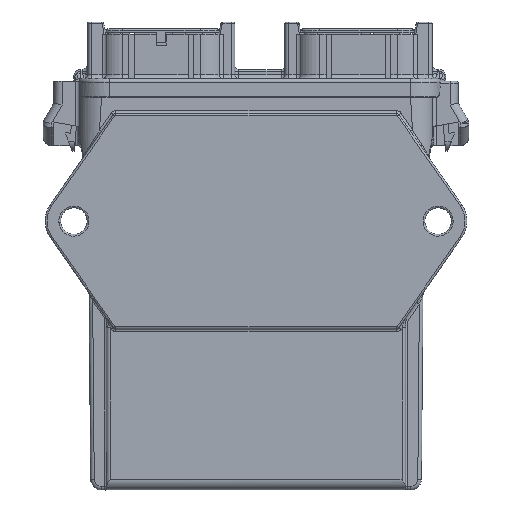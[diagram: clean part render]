
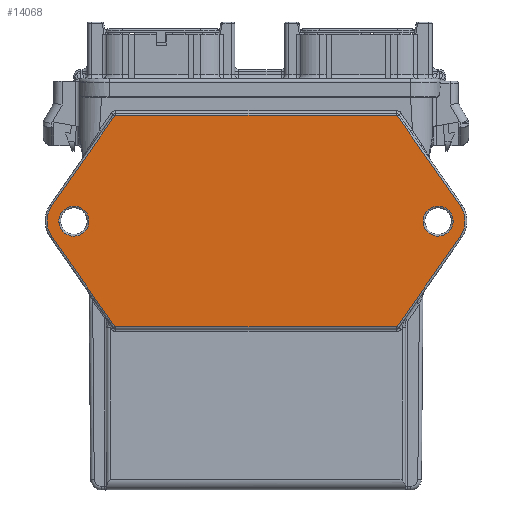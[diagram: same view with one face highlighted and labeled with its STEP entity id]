
A CAD part, front view. The second image highlights one B-rep face of the part: STEP entity #14068.
In plain terms, the highlighted planar face has unit normal (0, -1, 0).
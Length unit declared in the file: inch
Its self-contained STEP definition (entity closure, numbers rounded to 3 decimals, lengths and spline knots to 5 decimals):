
#3824=DIRECTION('',(-1.,0.,0.));
#3825=VECTOR('',#3824,3.08256);
#3826=CARTESIAN_POINT('',(1.54128,-0.728,-2.69618));
#3827=LINE('',#3826,#3825);
#3885=DIRECTION('',(1.,0.,0.));
#3886=VECTOR('',#3885,3.08256);
#3887=CARTESIAN_POINT('',(-1.54128,-0.728,
-0.37382));
#3888=LINE('',#3887,#3886);
#3904=DIRECTION('',(-0.574,0.,0.819));
#3905=VECTOR('',#3904,1.20461);
#3906=CARTESIAN_POINT('',(2.24189,-0.728,-1.36562));
#3907=LINE('',#3906,#3905);
#3908=CARTESIAN_POINT('',(1.99998,-0.728,-1.535));
#3909=DIRECTION('',(0.,-1.,0.));
#3910=DIRECTION('',(0.819,0.,-0.574));
#3911=AXIS2_PLACEMENT_3D('',#3908,#3909,#3910);
#3913=DIRECTION('',(0.574,0.,0.819));
#3914=VECTOR('',#3913,1.20462);
#3915=CARTESIAN_POINT('',(1.55096,-0.728,-2.69114));
#3916=LINE('',#3915,#3914);
#3917=CARTESIAN_POINT('',(1.54128,-0.728,
-2.68437));
#3918=DIRECTION('',(0.,-1.,0.));
#3919=DIRECTION('',(0.,0.,-1.));
#3920=AXIS2_PLACEMENT_3D('',#3917,#3918,#3919);
#3922=CARTESIAN_POINT('',(-1.54128,-0.728,
-2.68437));
#3923=DIRECTION('',(0.,-1.,0.));
#3924=DIRECTION('',(-0.819,0.,-0.574));
#3925=AXIS2_PLACEMENT_3D('',#3922,#3923,#3924);
#3927=DIRECTION('',(0.574,0.,-0.819));
#3928=VECTOR('',#3927,1.20461);
#3929=CARTESIAN_POINT('',(-2.24189,-0.728,-1.70439));
#3930=LINE('',#3929,#3928);
#3931=CARTESIAN_POINT('',(-1.99998,-0.728,-1.535));
#3932=DIRECTION('',(0.,-1.,0.));
#3933=DIRECTION('',(-0.819,0.,0.574));
#3934=AXIS2_PLACEMENT_3D('',#3931,#3932,#3933);
#3936=DIRECTION('',(-0.574,0.,-0.819));
#3937=VECTOR('',#3936,1.20461);
#3938=CARTESIAN_POINT('',(-1.55096,-0.728,
-0.37886));
#3939=LINE('',#3938,#3937);
#3940=CARTESIAN_POINT('',(-1.54128,-0.728,
-0.38563));
#3941=DIRECTION('',(0.,-1.,0.));
#3942=DIRECTION('',(0.,0.,1.));
#3943=AXIS2_PLACEMENT_3D('',#3940,#3941,#3942);
#3945=CARTESIAN_POINT('',(1.54128,-0.728,
-0.38563));
#3946=DIRECTION('',(0.,-1.,0.));
#3947=DIRECTION('',(0.819,0.,0.574));
#3948=AXIS2_PLACEMENT_3D('',#3945,#3946,#3947);
#3950=CARTESIAN_POINT('',(-1.99998,-0.728,-1.535));
#3951=DIRECTION('',(0.,1.,0.));
#3952=DIRECTION('',(1.,0.,0.));
#3953=AXIS2_PLACEMENT_3D('',#3950,#3951,#3952);
#3955=CARTESIAN_POINT('',(-1.99998,-0.728,-1.535));
#3956=DIRECTION('',(0.,1.,0.));
#3957=DIRECTION('',(0.998,0.,0.07));
#3958=AXIS2_PLACEMENT_3D('',#3955,#3956,#3957);
#3960=CARTESIAN_POINT('',(-1.99998,-0.728,-1.535));
#3961=DIRECTION('',(0.,1.,0.));
#3962=DIRECTION('',(-1.,0.,0.));
#3963=AXIS2_PLACEMENT_3D('',#3960,#3961,#3962);
#3965=CARTESIAN_POINT('',(-2.16477,-0.728,
-1.54655));
#3966=CARTESIAN_POINT('',(-2.16486,-0.728,
-1.54528));
#3967=CARTESIAN_POINT('',(-2.16501,-0.728,
-1.54271));
#3968=CARTESIAN_POINT('',(-2.16514,-0.728,
-1.53886));
#3969=CARTESIAN_POINT('',(-2.16517,-0.728,
-1.53628));
#3970=CARTESIAN_POINT('',(-2.16517,-0.728,
-1.535));
#3972=CARTESIAN_POINT('',(1.99998,-0.728,-1.535));
#3973=DIRECTION('',(0.,1.,0.));
#3974=DIRECTION('',(1.,0.,0.));
#3975=AXIS2_PLACEMENT_3D('',#3972,#3973,#3974);
#3977=CARTESIAN_POINT('',(1.99998,-0.728,-1.535));
#3978=DIRECTION('',(0.,1.,0.));
#3979=DIRECTION('',(0.998,0.,0.07));
#3980=AXIS2_PLACEMENT_3D('',#3977,#3978,#3979);
#3982=CARTESIAN_POINT('',(1.99998,-0.728,-1.535));
#3983=DIRECTION('',(0.,1.,0.));
#3984=DIRECTION('',(-1.,0.,0.));
#3985=AXIS2_PLACEMENT_3D('',#3982,#3983,#3984);
#3987=CARTESIAN_POINT('',(1.83519,-0.728,
-1.54655));
#3988=CARTESIAN_POINT('',(1.8351,-0.728,
-1.54528));
#3989=CARTESIAN_POINT('',(1.83495,-0.728,
-1.54271));
#3990=CARTESIAN_POINT('',(1.83482,-0.728,
-1.53886));
#3991=CARTESIAN_POINT('',(1.8348,-0.728,
-1.53628));
#3992=CARTESIAN_POINT('',(1.8348,-0.728,
-1.535));
#6395=CARTESIAN_POINT('',(2.16476,-0.728,
-1.52344));
#6396=CARTESIAN_POINT('',(2.16517,-0.728,
-1.535));
#6397=VERTEX_POINT('',#6395);
#6398=VERTEX_POINT('',#6396);
#6499=CARTESIAN_POINT('',(1.55096,-0.728,-2.69114));
#6500=CARTESIAN_POINT('',(2.24189,-0.728,-1.70438));
#6501=VERTEX_POINT('',#6499);
#6502=VERTEX_POINT('',#6500);
#6515=CARTESIAN_POINT('',(-1.54128,-0.728,
-0.37382));
#6516=CARTESIAN_POINT('',(-1.55096,-0.728,
-0.37886));
#6517=VERTEX_POINT('',#6515);
#6518=VERTEX_POINT('',#6516);
#6700=CARTESIAN_POINT('',(1.55096,-0.728,
-0.37886));
#6702=VERTEX_POINT('',#6700);
#6821=CARTESIAN_POINT('',(1.54128,-0.728,
-2.69618));
#6822=VERTEX_POINT('',#6821);
#6870=CARTESIAN_POINT('',(1.54128,-0.728,
-0.37382));
#6871=VERTEX_POINT('',#6870);
#6955=CARTESIAN_POINT('',(-1.8352,-0.728,
-1.52344));
#6956=CARTESIAN_POINT('',(-1.83479,-0.728,
-1.535));
#6957=VERTEX_POINT('',#6955);
#6958=VERTEX_POINT('',#6956);
#7256=CARTESIAN_POINT('',(2.24189,-0.728,-1.36562));
#7257=VERTEX_POINT('',#7256);
#7283=CARTESIAN_POINT('',(-1.54128,-0.728,
-2.69618));
#7284=VERTEX_POINT('',#7283);
#7373=CARTESIAN_POINT('',(1.83519,-0.728,
-1.54652));
#7374=VERTEX_POINT('',#7373);
#7435=CARTESIAN_POINT('',(-2.24189,-0.728,-1.70439));
#7436=VERTEX_POINT('',#7435);
#7469=CARTESIAN_POINT('',(-2.24189,-0.728,-1.36561));
#7470=VERTEX_POINT('',#7469);
#7488=CARTESIAN_POINT('',(-1.55096,-0.728,-2.69114));
#7489=VERTEX_POINT('',#7488);
#7501=VERTEX_POINT('',#3992);
#7508=VERTEX_POINT('',#3965);
#7509=VERTEX_POINT('',#3970);
#14029=CARTESIAN_POINT('',(0.,-0.728,0.));
#14030=DIRECTION('',(0.,-1.,0.));
#14031=DIRECTION('',(0.,0.,-1.));
#14032=AXIS2_PLACEMENT_3D('',#14029,#14030,#14031);
#14033=PLANE('',#14032);
#14034=ORIENTED_EDGE('',*,*,#12474,.F.);
#14035=ORIENTED_EDGE('',*,*,#12490,.F.);
#14036=ORIENTED_EDGE('',*,*,#12504,.F.);
#14037=ORIENTED_EDGE('',*,*,#13863,.F.);
#14038=ORIENTED_EDGE('',*,*,#13877,.T.);
#14039=ORIENTED_EDGE('',*,*,#13903,.F.);
#14040=ORIENTED_EDGE('',*,*,#13917,.F.);
#14041=ORIENTED_EDGE('',*,*,#13932,.F.);
#14042=ORIENTED_EDGE('',*,*,#13945,.F.);
#14043=ORIENTED_EDGE('',*,*,#13971,.F.);
#14044=ORIENTED_EDGE('',*,*,#13986,.T.);
#14045=ORIENTED_EDGE('',*,*,#14023,.F.);
#14046=EDGE_LOOP('',(#14034,#14035,#14036,#14037,#14038,#14039,#14040,#14041,
#14042,#14043,#14044,#14045));
#14047=FACE_OUTER_BOUND('',#14046,.F.);
#14049=ORIENTED_EDGE('',*,*,#14048,.F.);
#14051=ORIENTED_EDGE('',*,*,#14050,.F.);
#14053=ORIENTED_EDGE('',*,*,#14052,.F.);
#14055=ORIENTED_EDGE('',*,*,#14054,.F.);
#14056=EDGE_LOOP('',(#14049,#14051,#14053,#14055));
#14057=FACE_BOUND('',#14056,.F.);
#14059=ORIENTED_EDGE('',*,*,#14058,.F.);
#14061=ORIENTED_EDGE('',*,*,#14060,.F.);
#14063=ORIENTED_EDGE('',*,*,#14062,.F.);
#14065=ORIENTED_EDGE('',*,*,#14064,.F.);
#14066=EDGE_LOOP('',(#14059,#14061,#14063,#14065));
#14067=FACE_BOUND('',#14066,.F.);
#14068=ADVANCED_FACE('',(#14047,#14057,#14067),#14033,.T.);
#3912=CIRCLE('',#3911,0.29532);
#3921=CIRCLE('',#3920,0.01181);
#3926=CIRCLE('',#3925,0.01181);
#3935=CIRCLE('',#3934,0.29531);
#3944=CIRCLE('',#3943,0.01181);
#3949=CIRCLE('',#3948,0.01181);
#3954=CIRCLE('',#3953,0.16519);
#3959=CIRCLE('',#3958,0.16519);
#3964=CIRCLE('',#3963,0.16519);
#3971=B_SPLINE_CURVE_WITH_KNOTS('',3,(#3965,#3966,#3967,#3968,#3969,#3970),
.UNSPECIFIED.,.F.,.F.,(4,1,1,4),(0.,0.33333,0.66667,1.),
.UNSPECIFIED.);
#3976=CIRCLE('',#3975,0.16519);
#3981=CIRCLE('',#3980,0.16519);
#3986=CIRCLE('',#3985,0.16519);
#3993=B_SPLINE_CURVE_WITH_KNOTS('',3,(#3987,#3988,#3989,#3990,#3991,#3992),
.UNSPECIFIED.,.F.,.F.,(4,1,1,4),(0.,0.33333,0.66667,1.),
.UNSPECIFIED.);
#12474=EDGE_CURVE('',#7257,#6702,#3907,.T.);
#12490=EDGE_CURVE('',#6502,#7257,#3912,.T.);
#12504=EDGE_CURVE('',#6501,#6502,#3916,.T.);
#13863=EDGE_CURVE('',#6822,#6501,#3921,.T.);
#13877=EDGE_CURVE('',#6822,#7284,#3827,.T.);
#13903=EDGE_CURVE('',#7489,#7284,#3926,.T.);
#13917=EDGE_CURVE('',#7436,#7489,#3930,.T.);
#13932=EDGE_CURVE('',#7470,#7436,#3935,.T.);
#13945=EDGE_CURVE('',#6518,#7470,#3939,.T.);
#13971=EDGE_CURVE('',#6517,#6518,#3944,.T.);
#13986=EDGE_CURVE('',#6517,#6871,#3888,.T.);
#14023=EDGE_CURVE('',#6702,#6871,#3949,.T.);
#14048=EDGE_CURVE('',#6958,#7508,#3954,.T.);
#14050=EDGE_CURVE('',#6957,#6958,#3959,.T.);
#14052=EDGE_CURVE('',#7509,#6957,#3964,.T.);
#14054=EDGE_CURVE('',#7508,#7509,#3971,.T.);
#14058=EDGE_CURVE('',#6398,#7374,#3976,.T.);
#14060=EDGE_CURVE('',#6397,#6398,#3981,.T.);
#14062=EDGE_CURVE('',#7501,#6397,#3986,.T.);
#14064=EDGE_CURVE('',#7374,#7501,#3993,.T.);
